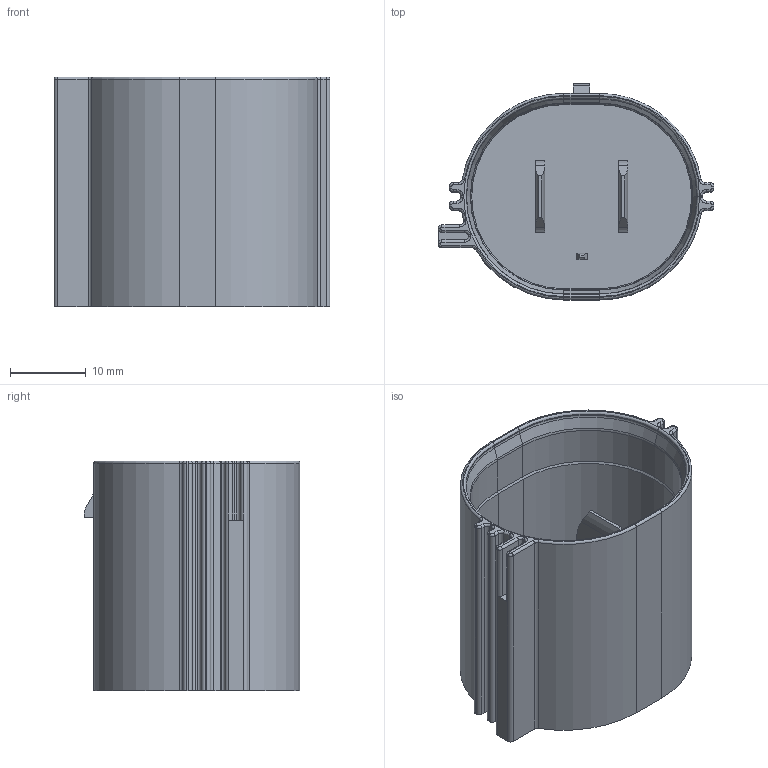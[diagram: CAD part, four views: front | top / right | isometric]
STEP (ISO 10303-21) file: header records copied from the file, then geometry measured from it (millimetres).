
FILE_DESCRIPTION (( 'STEP AP214' ), '1' );
FILE_NAME ('3P_999-S-004-3-B01.STEP', '2015-11-24T20:01:04', ( '' ), ( '' ), 'SwSTEP 2.0', 'SolidWorks 2014', '' );
FILE_SCHEMA (( 'AUTOMOTIVE_DESIGN' ));
Length unit declared in the file: millimetre
Products named in the file (1): 3P_999-S-004-3-B01
Bounding box: 36.5 x 28.55 x 30.4 mm (x, y, z)
Volume: 7814.5 mm3; surface area: 7659.8 mm2
Topology: 1 solids, 1 shells, 193 faces, 472 edges, 286 vertices
Faces by surface type: cylinder 82, plane 60, torus 45, cone 6
Entity records: 6058 total; most frequent: DIRECTION 1071, CARTESIAN_POINT 988, ORIENTED_EDGE 944, EDGE_CURVE 472, AXIS2_PLACEMENT_3D 417, VERTEX_POINT 286, VECTOR 237, LINE 237
